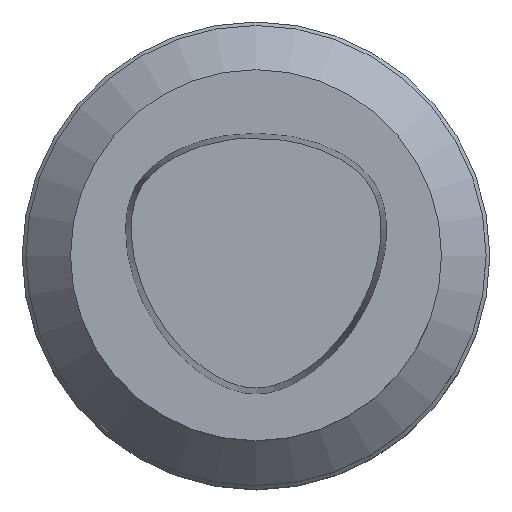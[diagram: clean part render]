
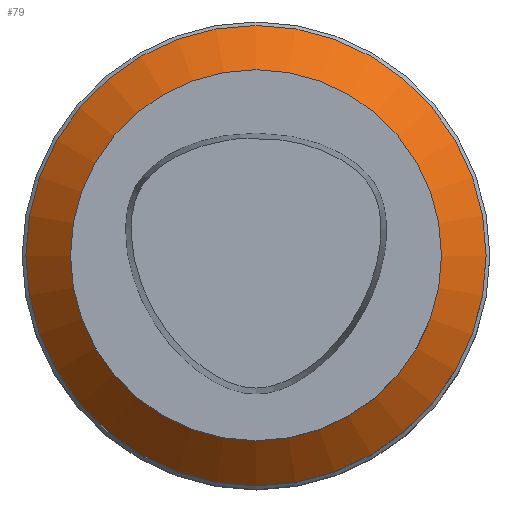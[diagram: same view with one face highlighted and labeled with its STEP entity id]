
A CAD part, top view. The second image highlights one B-rep face of the part: STEP entity #79.
In plain terms, the highlighted conical face has half-angle 45 degrees and reference radius 27.995 mm.
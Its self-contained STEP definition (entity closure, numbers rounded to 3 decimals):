
#79=ADVANCED_FACE('',(#103,#104),#105,.T.);
#103=FACE_BOUND('',#534,.T.);
#104=FACE_BOUND('',#535,.T.);
#105=CONICAL_SURFACE('',#536,27.995,0.785);
#534=EDGE_LOOP('',(#590));
#535=EDGE_LOOP('',(#591));
#536=AXIS2_PLACEMENT_3D('',#592,#593,#594);
#590=ORIENTED_EDGE('',*,*,#659,.F.);
#591=ORIENTED_EDGE('',*,*,#658,.T.);
#592=CARTESIAN_POINT('',(0.,0.,-25.305));
#593=DIRECTION('',(0.,0.,-1.0));
#594=DIRECTION('',(0.,1.0,0.));
#658=EDGE_CURVE('',#678,#678,#679,.T.);
#659=EDGE_CURVE('',#680,#680,#681,.T.);
#678=VERTEX_POINT('',#857);
#679=CIRCLE('',#858,24.99);
#680=VERTEX_POINT('',#859);
#681=CIRCLE('',#860,31.0);
#857=CARTESIAN_POINT('',(0.,24.99,-22.3));
#858=AXIS2_PLACEMENT_3D('',#886,#887,#888);
#859=CARTESIAN_POINT('',(0.,31.0,-28.31));
#860=AXIS2_PLACEMENT_3D('',#889,#890,#891);
#886=CARTESIAN_POINT('',(0.,0.,-22.3));
#887=DIRECTION('',(0.,0.,-1.0));
#888=DIRECTION('',(0.,1.0,0.));
#889=CARTESIAN_POINT('',(0.,0.,-28.31));
#890=DIRECTION('',(0.,0.,-1.0));
#891=DIRECTION('',(0.,1.0,0.));
